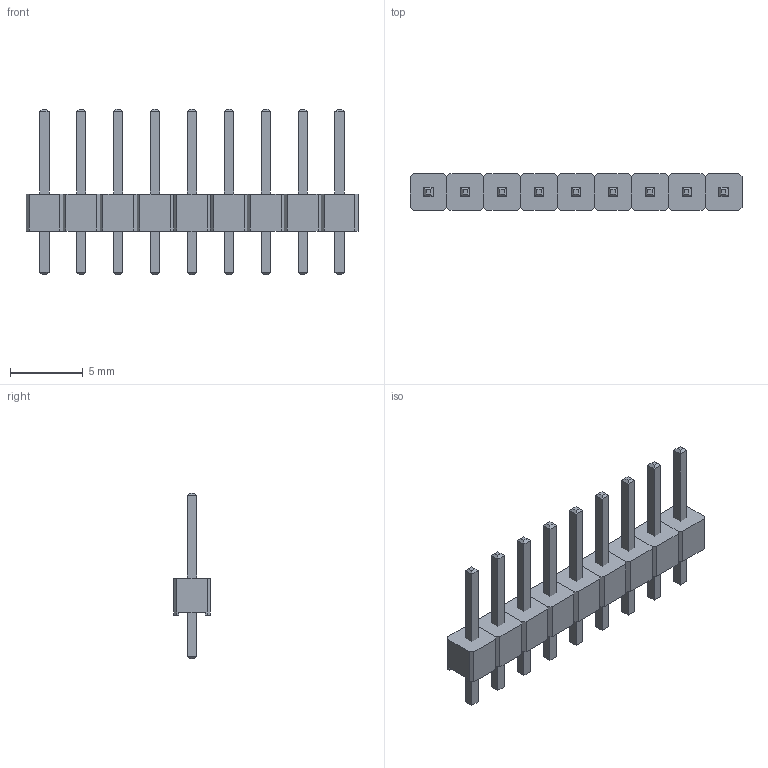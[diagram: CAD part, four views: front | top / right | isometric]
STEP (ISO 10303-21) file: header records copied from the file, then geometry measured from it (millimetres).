
FILE_DESCRIPTION(('FreeCAD Model'),'2;1');
FILE_NAME('Connecteur-2.54-Male-9_Contacts.step','2019-01-18T18:07:19',( 'Author'),(''),'Open CASCADE STEP processor 6.8','FreeCAD','Unknown' );
FILE_SCHEMA(('AUTOMOTIVE_DESIGN_CC2 { 1 2 10303 214 -1 1 5 4 }'));
Length unit declared in the file: millimetre
Products named in the file (3): ASSEMBLY; Array001; Array
Assembly tree (2 placements, depth 2):
  ASSEMBLY
    Array001
    Array
Bounding box: 22.86 x 2.54 x 11.38 mm (x, y, z)
Volume: 178.7 mm3; surface area: 602.6 mm2
Topology: 18 solids, 18 shells, 252 faces, 576 edges, 360 vertices
Faces by surface type: plane 252
Entity records: 14510 total; most frequent: CARTESIAN_POINT 2343, DIRECTION 2238, LINE 1728, VECTOR 1728, ORIENTED_EDGE 1152, PCURVE 1152, DEFINITIONAL_REPRESENTATION 1152, EDGE_CURVE 576
